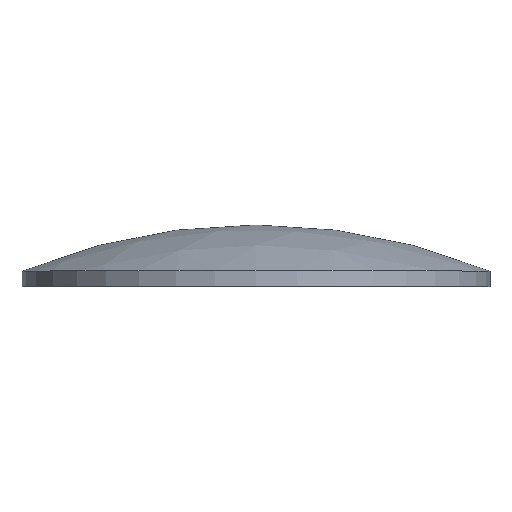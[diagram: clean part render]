
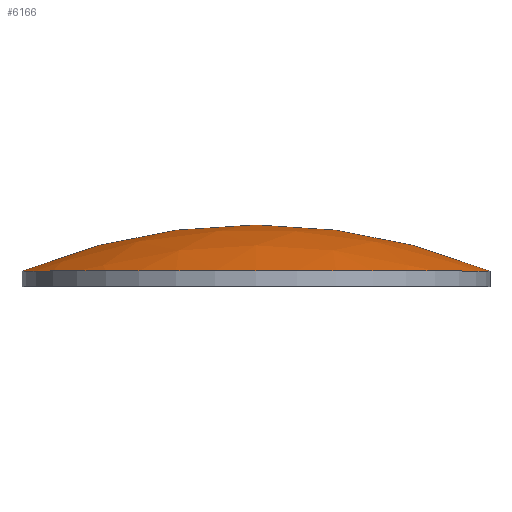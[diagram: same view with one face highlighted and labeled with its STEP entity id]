
A CAD part, top view. The second image highlights one B-rep face of the part: STEP entity #6166.
In plain terms, the highlighted spherical face has radius 100.017 mm.
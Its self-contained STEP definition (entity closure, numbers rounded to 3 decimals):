
#508 = CARTESIAN_POINT ( 'NONE',  ( 38., 2.5, 0. ) ) ;
#610 = CARTESIAN_POINT ( 'NONE',  ( 0., 2.5, 0. ) ) ;
#1050 = CIRCLE ( 'NONE', #1535, 100.017 ) ;
#1134 = CIRCLE ( 'NONE', #1476, 100.017 ) ;
#1476 = AXIS2_PLACEMENT_3D ( 'NONE', #4074, #10375, #4974 ) ;
#1506 = DIRECTION ( 'NONE',  ( 1., 0., 0. ) ) ;
#1535 = AXIS2_PLACEMENT_3D ( 'NONE', #4941, #11254, #5855 ) ;
#1604 = AXIS2_PLACEMENT_3D ( 'NONE', #610, #6915, #1506 ) ;
#2266 = DIRECTION ( 'NONE',  ( 0., 0., 1. ) ) ;
#2476 = EDGE_CURVE ( 'NONE', #3611, #6316, #5630, .T. ) ;
#3132 = CARTESIAN_POINT ( 'NONE',  ( 0., 10., 0. ) ) ;
#3611 = VERTEX_POINT ( 'NONE', #508 ) ;
#4074 = CARTESIAN_POINT ( 'NONE',  ( 0., -90.017, 0. ) ) ;
#4366 = CARTESIAN_POINT ( 'NONE',  ( -38., 2.5, 0. ) ) ;
#4838 = FACE_OUTER_BOUND ( 'NONE', #6230, .T. ) ;
#4941 = CARTESIAN_POINT ( 'NONE',  ( 0., -90.017, 0. ) ) ;
#4958 = DIRECTION ( 'NONE',  ( 1., 0., 0. ) ) ;
#4974 = DIRECTION ( 'NONE',  ( -1., 0., 0. ) ) ;
#5289 = EDGE_CURVE ( 'NONE', #8115, #6316, #1050, .T. ) ;
#5630 = CIRCLE ( 'NONE', #1604, 38. ) ;
#5772 = CARTESIAN_POINT ( 'NONE',  ( 0., -90.017, 0. ) ) ;
#5855 = DIRECTION ( 'NONE',  ( 1., 0., 0. ) ) ;
#6116 = ORIENTED_EDGE ( 'NONE', *, *, #5289, .T. ) ;
#6166 = ADVANCED_FACE ( 'NONE', ( #4838 ), #9339, .T. ) ;
#6230 = EDGE_LOOP ( 'NONE', ( #6861, #6116, #9116 ) ) ;
#6316 = VERTEX_POINT ( 'NONE', #4366 ) ;
#6483 = AXIS2_PLACEMENT_3D ( 'NONE', #5772, #2266, #4958 ) ;
#6861 = ORIENTED_EDGE ( 'NONE', *, *, #8143, .F. ) ;
#6915 = DIRECTION ( 'NONE',  ( 0., -1., 0. ) ) ;
#8115 = VERTEX_POINT ( 'NONE', #3132 ) ;
#8143 = EDGE_CURVE ( 'NONE', #8115, #3611, #1134, .T. ) ;
#9116 = ORIENTED_EDGE ( 'NONE', *, *, #2476, .F. ) ;
#9339 = SPHERICAL_SURFACE ( 'NONE', #6483, 100.017 ) ;
#10375 = DIRECTION ( 'NONE',  ( 0., 0., -1. ) ) ;
#11254 = DIRECTION ( 'NONE',  ( 0., 0., 1. ) ) ;
